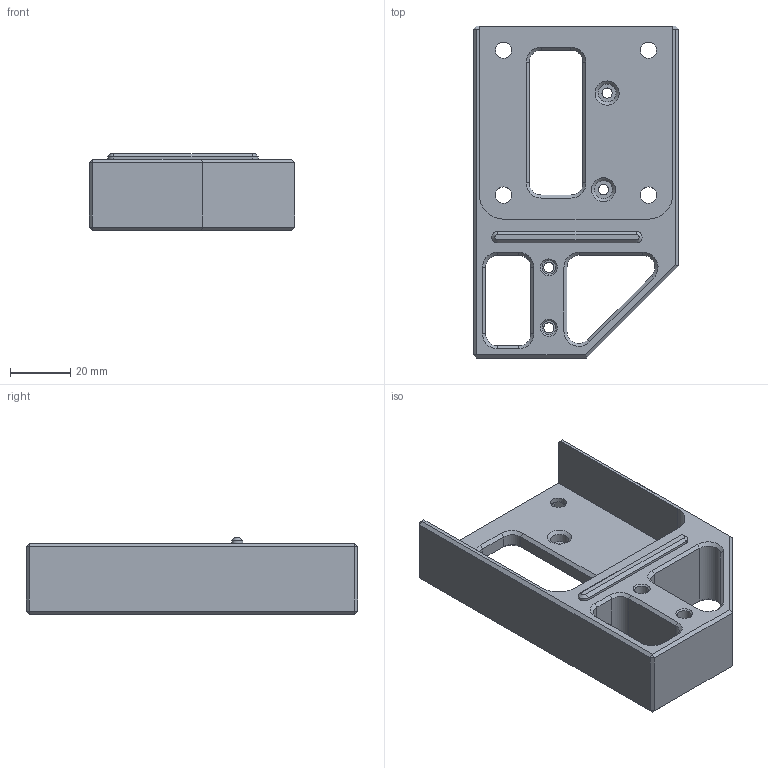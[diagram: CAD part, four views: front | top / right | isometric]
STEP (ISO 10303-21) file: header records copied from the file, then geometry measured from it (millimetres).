
FILE_DESCRIPTION(/* description */ (''),/* implementation_level */ '2;1');
FILE_NAME(/* name */ 'Door Puller Frame Mount.step',/* time_stamp */ '2025-09-15T10:39:36-04:00',/* author */ (''),/* organization */ (''),/* preprocessor_version */ 'ST-DEVELOPER v20.1',/* originating_system */ 'Autodesk Translation Framework v14.17.0.0',/* authorisation */ '');
FILE_SCHEMA (('AUTOMOTIVE_DESIGN { 1 0 10303 214 3 1 1 }'));
Length unit declared in the file: millimetre
Products named in the file (1): Door Puller Frame Mount
Bounding box: 68 x 110 x 25.3 mm (x, y, z)
Volume: 62574.9 mm3; surface area: 25839.2 mm2
Topology: 1 solids, 1 shells, 237 faces, 561 edges, 332 vertices
Faces by surface type: plane 174, cone 34, cylinder 29
Full cylindrical faces by diameter (mm): 3.4 x4, 4.6 x2, 5.4 x4, 6 x2
Entity records: 6688 total; most frequent: DIRECTION 1141, CARTESIAN_POINT 1131, ORIENTED_EDGE 1122, EDGE_CURVE 561, LINE 457, VECTOR 457, AXIS2_PLACEMENT_3D 342, VERTEX_POINT 332
